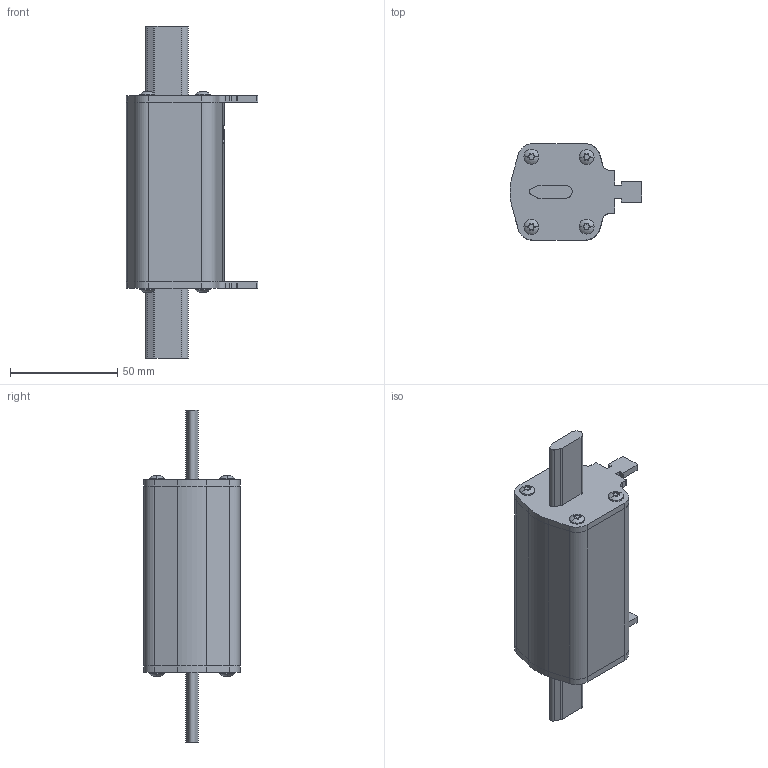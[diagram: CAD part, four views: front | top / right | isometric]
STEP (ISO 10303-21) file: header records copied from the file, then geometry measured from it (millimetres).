
FILE_DESCRIPTION((''),'2;1');
FILE_NAME('NV1_1000V_ASM','2020-10-07T',('marketing.praksa'),('Audax d.o.o.'),'CREO PARAMETRIC BY PTC INC, 2017480','CREO PARAMETRIC BY PTC INC, 2017480','');
FILE_SCHEMA(('AUTOMOTIVE_DESIGN { 1 0 10303 214 1 1 1 1 }'));
Length unit declared in the file: millimetre
Products named in the file (15): OPEN_CASCADE_STEP_TRANSLATOR-73; OPEN_CASCADE_STEP_TRANSLAT-7551; OPEN_CASCADE_STEP_TRANSLAT-8228; OPEN_CASCADE_STEP_TRANSLA-10531; OPEN_CASCADE_STEP_TRANSLA-12834; OPEN_CASCADE_STEP_TRANSLA-15137; OPEN_CASCADE_STEP_TRANSLA-17440; OPEN_CASCADE_STEP_TRANSLA-20043; OPEN_CASCADE_STEP_TRANSLA-20212; OPEN_CASCADE_STEP_TRANSLA-22515; OPEN_CASCADE_STEP_TRANSLA-24818; OPEN_CASCADE_STEP_TRANSLA-27121; OPEN_CASCADE_STEP_TRANSLA-29424; OPEN_CASCADE_STEP_TRANSLATOR-10_ASM; NV1_1000V_ASM
Assembly tree (14 placements, depth 3):
  NV1_1000V_ASM
    OPEN_CASCADE_STEP_TRANSLATOR-10_ASM
      OPEN_CASCADE_STEP_TRANSLATOR-73
      OPEN_CASCADE_STEP_TRANSLAT-7551
      OPEN_CASCADE_STEP_TRANSLAT-8228
      OPEN_CASCADE_STEP_TRANSLA-10531
      OPEN_CASCADE_STEP_TRANSLA-12834
      OPEN_CASCADE_STEP_TRANSLA-15137
      OPEN_CASCADE_STEP_TRANSLA-17440
      OPEN_CASCADE_STEP_TRANSLA-20043
      OPEN_CASCADE_STEP_TRANSLA-20212
      OPEN_CASCADE_STEP_TRANSLA-22515
      OPEN_CASCADE_STEP_TRANSLA-24818
      OPEN_CASCADE_STEP_TRANSLA-27121
      OPEN_CASCADE_STEP_TRANSLA-29424
Bounding box: 61.62 x 45 x 155 mm (x, y, z)
Volume: 183409.4 mm3; surface area: 34556.4 mm2
Topology: 12 solids, 13 shells, 288 faces, 881 edges, 604 vertices
Faces by surface type: cylinder 176, plane 96, sphere 16
Entity records: 16969 total; most frequent: CARTESIAN_POINT 3682, ORIENTED_EDGE 1722, DIRECTION 1573, PRESENTATION_STYLE_ASSIGNMENT 1156, STYLED_ITEM 1153, EDGE_CURVE 865, CURVE_STYLE 857, VERTEX_POINT 604
